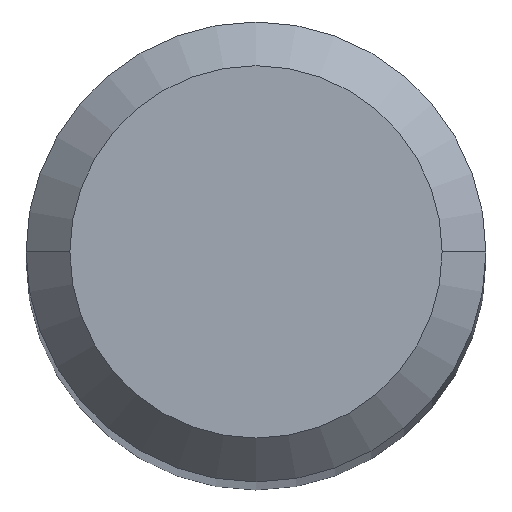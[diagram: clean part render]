
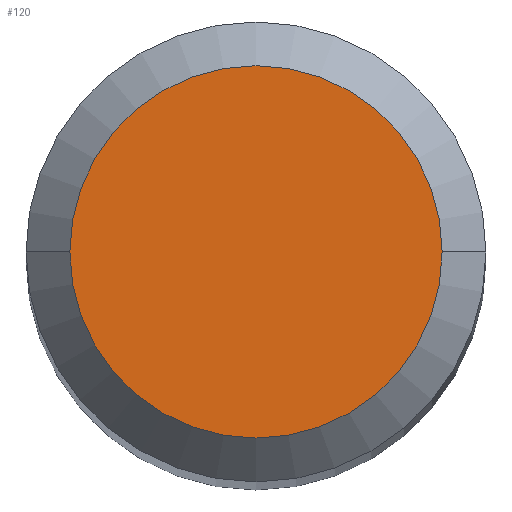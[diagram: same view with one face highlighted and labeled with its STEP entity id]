
A CAD part, top view. The second image highlights one B-rep face of the part: STEP entity #120.
In plain terms, the highlighted planar face has unit normal (0, 0, 1).
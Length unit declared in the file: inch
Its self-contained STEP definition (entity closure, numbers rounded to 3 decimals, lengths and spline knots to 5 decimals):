
#8 = DIRECTION ( 'NONE',  ( 1., 0., 0. ) ) ;
#18 = DIRECTION ( 'NONE',  ( -1., 0., 0. ) ) ;
#30 = EDGE_CURVE ( 'NONE', #122, #225, #219, .T. ) ;
#49 = AXIS2_PLACEMENT_3D ( 'NONE', #129, #424, #209 ) ;
#54 = EDGE_CURVE ( 'NONE', #225, #122, #438, .T. ) ;
#55 = FACE_OUTER_BOUND ( 'NONE', #159, .T. ) ;
#93 = CARTESIAN_POINT ( 'NONE',  ( -0.06375, 0., 0. ) ) ;
#120 = ADVANCED_FACE ( 'NONE', ( #55 ), #188, .F. ) ;
#122 = VERTEX_POINT ( 'NONE', #93 ) ;
#129 = CARTESIAN_POINT ( 'NONE',  ( 0., 0., 0. ) ) ;
#159 = EDGE_LOOP ( 'NONE', ( #457, #258 ) ) ;
#188 = PLANE ( 'NONE',  #340 ) ;
#191 = DIRECTION ( 'NONE',  ( 0., 0., -1. ) ) ;
#209 = DIRECTION ( 'NONE',  ( 1., 0., 0. ) ) ;
#219 = CIRCLE ( 'NONE', #277, 0.06375 ) ;
#223 = CARTESIAN_POINT ( 'NONE',  ( 0., 0., 0. ) ) ;
#225 = VERTEX_POINT ( 'NONE', #426 ) ;
#258 = ORIENTED_EDGE ( 'NONE', *, *, #54, .T. ) ;
#277 = AXIS2_PLACEMENT_3D ( 'NONE', #223, #363, #8 ) ;
#340 = AXIS2_PLACEMENT_3D ( 'NONE', #346, #191, #18 ) ;
#346 = CARTESIAN_POINT ( 'NONE',  ( 0., 0.06375, 0. ) ) ;
#363 = DIRECTION ( 'NONE',  ( 0., 0., 1. ) ) ;
#424 = DIRECTION ( 'NONE',  ( 0., 0., 1. ) ) ;
#426 = CARTESIAN_POINT ( 'NONE',  ( 0.06375, 0., 0. ) ) ;
#438 = CIRCLE ( 'NONE', #49, 0.06375 ) ;
#457 = ORIENTED_EDGE ( 'NONE', *, *, #30, .T. ) ;
